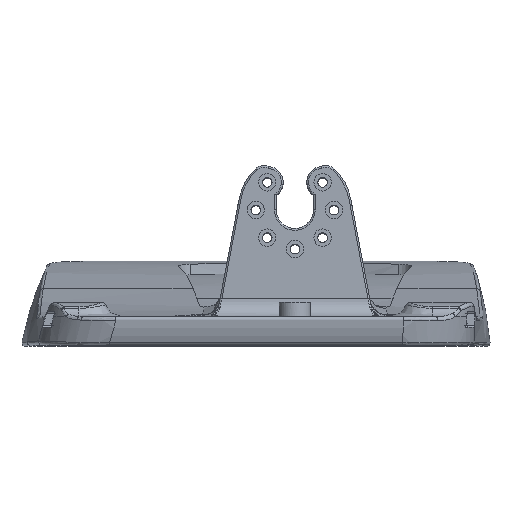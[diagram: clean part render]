
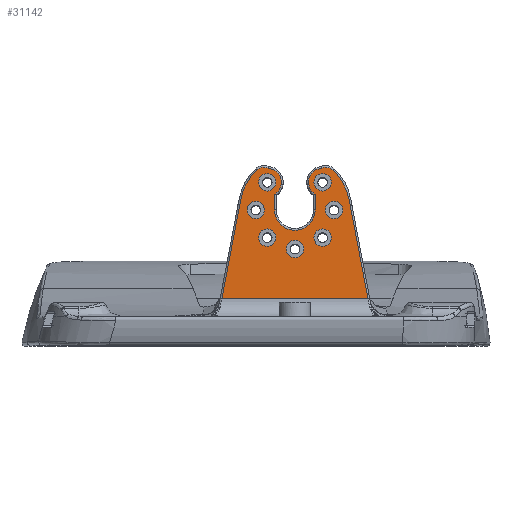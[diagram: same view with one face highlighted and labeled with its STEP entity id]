
A CAD part, top view. The second image highlights one B-rep face of the part: STEP entity #31142.
In plain terms, the highlighted planar face has unit normal (0, 0, 1).
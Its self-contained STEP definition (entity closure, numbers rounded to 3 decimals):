
#392=FACE_BOUND('',#12263,.T.);
#393=FACE_BOUND('',#12264,.T.);
#394=FACE_BOUND('',#12265,.T.);
#395=FACE_BOUND('',#12266,.T.);
#396=FACE_BOUND('',#12267,.T.);
#397=FACE_BOUND('',#12268,.T.);
#398=FACE_BOUND('',#12269,.T.);
#819=CIRCLE('',#31457,3.95);
#823=CIRCLE('',#31464,2.45);
#825=CIRCLE('',#31467,2.45);
#827=CIRCLE('',#31470,2.45);
#829=CIRCLE('',#31473,2.45);
#831=CIRCLE('',#31476,2.45);
#833=CIRCLE('',#31479,2.45);
#835=CIRCLE('',#31482,2.45);
#1548=CIRCLE('',#33646,15.5);
#1549=CIRCLE('',#33647,3.);
#1550=CIRCLE('',#33648,5.7);
#1551=CIRCLE('',#33649,3.95);
#1552=CIRCLE('',#33650,3.);
#1553=CIRCLE('',#33651,15.5);
#2866=LINE('',#47436,#5883);
#4654=LINE('',#61697,#7671);
#4655=LINE('',#61702,#7672);
#4656=LINE('',#61706,#7673);
#4657=LINE('',#61713,#7674);
#5883=VECTOR('',#35934,1000.);
#7671=VECTOR('',#41422,1000.);
#7672=VECTOR('',#41427,1000.);
#7673=VECTOR('',#41430,1000.);
#7674=VECTOR('',#41437,1000.);
#8738=PLANE('',#33645);
#10293=FACE_OUTER_BOUND('',#12262,.T.);
#12262=EDGE_LOOP('',(#28383,#28384,#28385,#28386,#28387,#28388,#28389,#28390,
#28391,#28392,#28393,#28394));
#12263=EDGE_LOOP('',(#28395));
#12264=EDGE_LOOP('',(#28396));
#12265=EDGE_LOOP('',(#28397));
#12266=EDGE_LOOP('',(#28398));
#12267=EDGE_LOOP('',(#28399));
#12268=EDGE_LOOP('',(#28400));
#12269=EDGE_LOOP('',(#28401));
#13149=VERTEX_POINT('',#42628);
#13150=VERTEX_POINT('',#42643);
#13156=VERTEX_POINT('',#42696);
#13158=VERTEX_POINT('',#42701);
#13160=VERTEX_POINT('',#42706);
#13162=VERTEX_POINT('',#42711);
#13164=VERTEX_POINT('',#42716);
#13166=VERTEX_POINT('',#42721);
#13168=VERTEX_POINT('',#42726);
#14458=VERTEX_POINT('',#47433);
#14459=VERTEX_POINT('',#47435);
#16015=VERTEX_POINT('',#61696);
#16016=VERTEX_POINT('',#61698);
#16017=VERTEX_POINT('',#61701);
#16018=VERTEX_POINT('',#61703);
#16019=VERTEX_POINT('',#61705);
#16020=VERTEX_POINT('',#61707);
#16021=VERTEX_POINT('',#61709);
#16022=VERTEX_POINT('',#61711);
#16114=EDGE_CURVE('',#13149,#13150,#819,.T.);
#16123=EDGE_CURVE('',#13156,#13156,#823,.T.);
#16125=EDGE_CURVE('',#13158,#13158,#825,.T.);
#16127=EDGE_CURVE('',#13160,#13160,#827,.T.);
#16129=EDGE_CURVE('',#13162,#13162,#829,.T.);
#16131=EDGE_CURVE('',#13164,#13164,#831,.T.);
#16133=EDGE_CURVE('',#13166,#13166,#833,.T.);
#16135=EDGE_CURVE('',#13168,#13168,#835,.T.);
#17527=EDGE_CURVE('',#14458,#14459,#2866,.T.);
#20294=EDGE_CURVE('',#16015,#14458,#4654,.T.);
#20295=EDGE_CURVE('',#16016,#16015,#1548,.T.);
#20296=EDGE_CURVE('',#13150,#16016,#1549,.T.);
#20297=EDGE_CURVE('',#16017,#13149,#4655,.T.);
#20298=EDGE_CURVE('',#16018,#16017,#1550,.T.);
#20299=EDGE_CURVE('',#16019,#16018,#4656,.T.);
#20300=EDGE_CURVE('',#16020,#16019,#1551,.T.);
#20301=EDGE_CURVE('',#16021,#16020,#1552,.T.);
#20302=EDGE_CURVE('',#16022,#16021,#1553,.T.);
#20303=EDGE_CURVE('',#14459,#16022,#4657,.T.);
#28383=ORIENTED_EDGE('',*,*,#17527,.F.);
#28384=ORIENTED_EDGE('',*,*,#20294,.F.);
#28385=ORIENTED_EDGE('',*,*,#20295,.F.);
#28386=ORIENTED_EDGE('',*,*,#20296,.F.);
#28387=ORIENTED_EDGE('',*,*,#16114,.F.);
#28388=ORIENTED_EDGE('',*,*,#20297,.F.);
#28389=ORIENTED_EDGE('',*,*,#20298,.F.);
#28390=ORIENTED_EDGE('',*,*,#20299,.F.);
#28391=ORIENTED_EDGE('',*,*,#20300,.F.);
#28392=ORIENTED_EDGE('',*,*,#20301,.F.);
#28393=ORIENTED_EDGE('',*,*,#20302,.F.);
#28394=ORIENTED_EDGE('',*,*,#20303,.F.);
#28395=ORIENTED_EDGE('',*,*,#16123,.F.);
#28396=ORIENTED_EDGE('',*,*,#16125,.F.);
#28397=ORIENTED_EDGE('',*,*,#16127,.F.);
#28398=ORIENTED_EDGE('',*,*,#16129,.F.);
#28399=ORIENTED_EDGE('',*,*,#16131,.F.);
#28400=ORIENTED_EDGE('',*,*,#16133,.F.);
#28401=ORIENTED_EDGE('',*,*,#16135,.F.);
#31142=ADVANCED_FACE('',(#10293,#392,#393,#394,#395,#396,#397,#398),#8738,
 .T.);
#31457=AXIS2_PLACEMENT_3D('',#42644,#34114,#34115);
#31464=AXIS2_PLACEMENT_3D('',#42697,#34130,#34131);
#31467=AXIS2_PLACEMENT_3D('',#42702,#34136,#34137);
#31470=AXIS2_PLACEMENT_3D('',#42707,#34142,#34143);
#31473=AXIS2_PLACEMENT_3D('',#42712,#34148,#34149);
#31476=AXIS2_PLACEMENT_3D('',#42717,#34154,#34155);
#31479=AXIS2_PLACEMENT_3D('',#42722,#34160,#34161);
#31482=AXIS2_PLACEMENT_3D('',#42727,#34166,#34167);
#33645=AXIS2_PLACEMENT_3D('',#61695,#41420,#41421);
#33646=AXIS2_PLACEMENT_3D('',#61699,#41423,#41424);
#33647=AXIS2_PLACEMENT_3D('',#61700,#41425,#41426);
#33648=AXIS2_PLACEMENT_3D('',#61704,#41428,#41429);
#33649=AXIS2_PLACEMENT_3D('',#61708,#41431,#41432);
#33650=AXIS2_PLACEMENT_3D('',#61710,#41433,#41434);
#33651=AXIS2_PLACEMENT_3D('',#61712,#41435,#41436);
#34114=DIRECTION('center_axis',(0.,0.,-1.));
#34115=DIRECTION('ref_axis',(-1.,0.,0.));
#34130=DIRECTION('center_axis',(0.,0.,1.));
#34131=DIRECTION('ref_axis',(-1.,0.,0.));
#34136=DIRECTION('center_axis',(0.,0.,1.));
#34137=DIRECTION('ref_axis',(-1.,0.,0.));
#34142=DIRECTION('center_axis',(0.,0.,1.));
#34143=DIRECTION('ref_axis',(-1.,0.,0.));
#34148=DIRECTION('center_axis',(0.,0.,1.));
#34149=DIRECTION('ref_axis',(-1.,0.,0.));
#34154=DIRECTION('center_axis',(0.,0.,1.));
#34155=DIRECTION('ref_axis',(-1.,0.,0.));
#34160=DIRECTION('center_axis',(0.,0.,1.));
#34161=DIRECTION('ref_axis',(-1.,0.,0.));
#34166=DIRECTION('center_axis',(0.,0.,1.));
#34167=DIRECTION('ref_axis',(-1.,0.,0.));
#35934=DIRECTION('',(-1.,0.,0.));
#41420=DIRECTION('center_axis',(0.,0.,1.));
#41421=DIRECTION('ref_axis',(-1.,0.,0.));
#41422=DIRECTION('',(0.187,-0.982,0.));
#41423=DIRECTION('center_axis',(0.,0.,-1.));
#41424=DIRECTION('ref_axis',(-1.,0.,0.));
#41425=DIRECTION('center_axis',(0.,0.,-1.));
#41426=DIRECTION('ref_axis',(-1.,0.,0.));
#41427=DIRECTION('',(0.,1.,0.));
#41428=DIRECTION('center_axis',(0.,0.,1.));
#41429=DIRECTION('ref_axis',(-1.,0.,0.));
#41430=DIRECTION('',(0.,-1.,0.));
#41431=DIRECTION('center_axis',(0.,0.,-1.));
#41432=DIRECTION('ref_axis',(-1.,0.,0.));
#41433=DIRECTION('center_axis',(0.,0.,-1.));
#41434=DIRECTION('ref_axis',(-1.,0.,0.));
#41435=DIRECTION('center_axis',(0.,0.,-1.));
#41436=DIRECTION('ref_axis',(-1.,0.,0.));
#41437=DIRECTION('',(0.187,0.982,0.));
#42628=CARTESIAN_POINT('',(-74.3,-103.449,65.5));
#42643=CARTESIAN_POINT('',(-72.518,-96.151,65.5));
#42644=CARTESIAN_POINT('Origin',(-72.222,-100.09,65.5));
#42696=CARTESIAN_POINT('',(-74.672,-100.09,65.5));
#42697=CARTESIAN_POINT('Origin',(-72.222,-100.09,65.5));
#42701=CARTESIAN_POINT('',(-74.672,-115.646,65.5));
#42702=CARTESIAN_POINT('Origin',(-72.222,-115.646,65.5));
#42706=CARTESIAN_POINT('',(-90.228,-115.646,65.5));
#42707=CARTESIAN_POINT('Origin',(-87.778,-115.646,65.5));
#42711=CARTESIAN_POINT('',(-90.228,-100.09,65.5));
#42712=CARTESIAN_POINT('Origin',(-87.778,-100.09,65.5));
#42716=CARTESIAN_POINT('',(-93.45,-107.868,65.5));
#42717=CARTESIAN_POINT('Origin',(-91.,-107.868,65.5));
#42721=CARTESIAN_POINT('',(-82.45,-118.868,65.5));
#42722=CARTESIAN_POINT('Origin',(-80.,-118.868,65.5));
#42726=CARTESIAN_POINT('',(-71.45,-107.868,65.5));
#42727=CARTESIAN_POINT('Origin',(-69.,-107.868,65.5));
#47433=CARTESIAN_POINT('',(-59.461,-132.868,65.5));
#47435=CARTESIAN_POINT('',(-100.539,-132.868,65.5));
#47436=CARTESIAN_POINT('',(-102.,-132.868,65.5));
#61695=CARTESIAN_POINT('Origin',(-80.,-107.868,65.5));
#61696=CARTESIAN_POINT('',(-64.774,-104.969,65.5));
#61697=CARTESIAN_POINT('',(-59.443,-132.962,65.5));
#61698=CARTESIAN_POINT('',(-69.212,-96.738,65.5));
#61699=CARTESIAN_POINT('Origin',(-80.,-107.868,65.5));
#61700=CARTESIAN_POINT('Origin',(-71.3,-98.893,65.5));
#61701=CARTESIAN_POINT('',(-74.3,-107.868,65.5));
#61702=CARTESIAN_POINT('',(-74.3,-107.868,65.5));
#61703=CARTESIAN_POINT('',(-85.7,-107.868,65.5));
#61704=CARTESIAN_POINT('Origin',(-80.,-107.868,65.5));
#61705=CARTESIAN_POINT('',(-85.7,-103.449,65.5));
#61706=CARTESIAN_POINT('',(-85.7,-107.868,65.5));
#61707=CARTESIAN_POINT('',(-87.482,-96.151,65.5));
#61708=CARTESIAN_POINT('Origin',(-87.778,-100.09,65.5));
#61709=CARTESIAN_POINT('',(-90.788,-96.738,65.5));
#61710=CARTESIAN_POINT('Origin',(-88.7,-98.893,65.5));
#61711=CARTESIAN_POINT('',(-95.226,-104.969,65.5));
#61712=CARTESIAN_POINT('Origin',(-80.,-107.868,65.5));
#61713=CARTESIAN_POINT('',(-95.226,-104.969,65.5));
